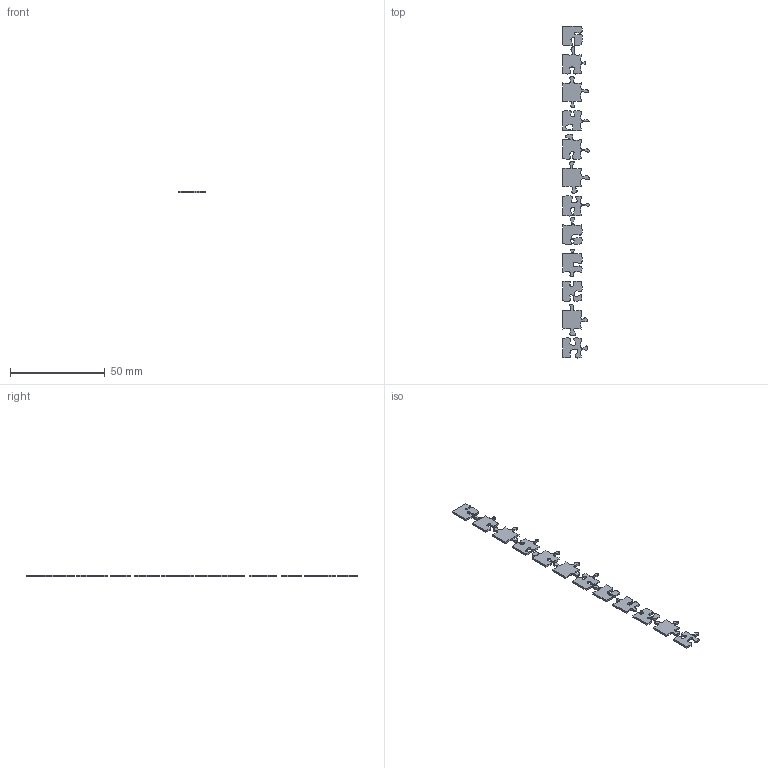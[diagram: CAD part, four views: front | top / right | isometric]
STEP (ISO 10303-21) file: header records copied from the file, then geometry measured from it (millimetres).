
FILE_DESCRIPTION(('HOOPS Exchange Step'),'2;1');
FILE_NAME('temp_export','2024-07-15T09:50:12+08:00',('sharma21'),('Shapr3D Limited'),'HOOPS Exchange 2024.2','Shapr3D','Authorized');
FILE_SCHEMA( ('AUTOMOTIVE_DESIGN { 1 0 10303 214 1 1 1 1 }') );
Length unit declared in the file: millimetre
Products named in the file (1): root
Bounding box: 14.24 x 175.29 x 1 mm (x, y, z)
Volume: 1195.5 mm3; surface area: 3113.3 mm2
Topology: 12 solids, 12 shells, 72 faces, 144 edges, 96 vertices
Faces by surface type: plane 37, bspline 35
Entity records: 2347 total; most frequent: CARTESIAN_POINT 1064, ORIENTED_EDGE 288, DIRECTION 150, EDGE_CURVE 144, VERTEX_POINT 96, VECTOR 74, LINE 74, EDGE_LOOP 72
